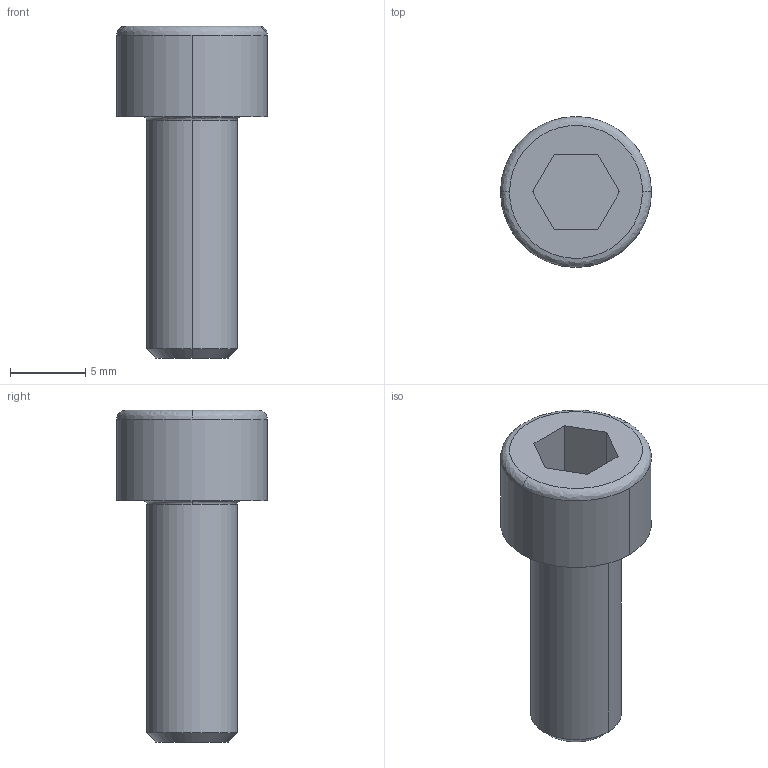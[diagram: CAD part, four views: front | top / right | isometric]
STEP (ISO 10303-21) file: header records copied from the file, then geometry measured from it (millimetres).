
FILE_DESCRIPTION (( 'STEP AP203' ), '1' );
FILE_NAME ('item_0_0_655_09_d0pa98gnnmibjx5t7ijmn8s4w.step', '2017-06-22T16:14:26', ( '' ), ( '' ), 'SwSTEP 2.0', 'SolidWorks 2016', '' );
FILE_SCHEMA (( 'CONFIG_CONTROL_DESIGN' ));
Length unit declared in the file: millimetre
Products named in the file (1): item_0_0_655_09_d0pa98gnnmibjx5t7ijmn8s4w
Bounding box: 10 x 10 x 22 mm (x, y, z)
Volume: 817.3 mm3; surface area: 717.2 mm2
Topology: 1 solids, 2 shells, 24 faces, 54 edges, 34 vertices
Faces by surface type: plane 10, bspline 8, cylinder 4, cone 2
Entity records: 916 total; most frequent: CARTESIAN_POINT 316, DIRECTION 110, ORIENTED_EDGE 108, EDGE_CURVE 54, AXIS2_PLACEMENT_3D 43, VERTEX_POINT 34, EDGE_LOOP 26, CIRCLE 26
